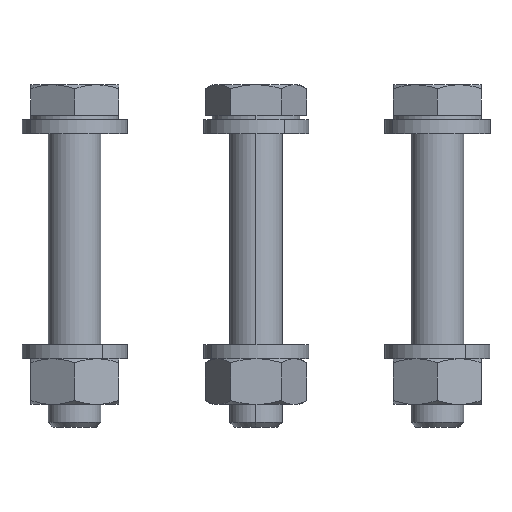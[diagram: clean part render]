
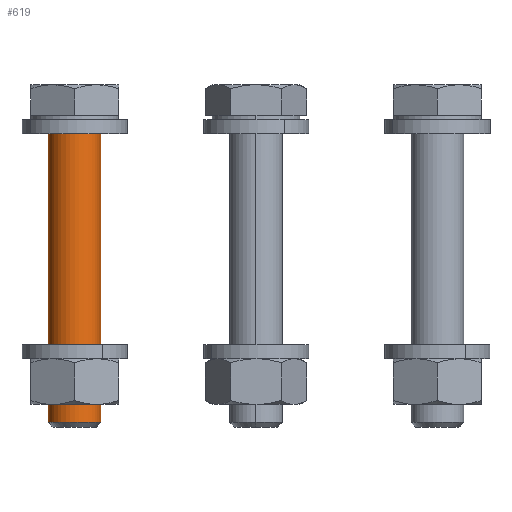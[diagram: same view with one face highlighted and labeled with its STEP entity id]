
A CAD part, front view. The second image highlights one B-rep face of the part: STEP entity #619.
In plain terms, the highlighted cylindrical face has radius 3 mm (diameter 6 mm), a partial arc.
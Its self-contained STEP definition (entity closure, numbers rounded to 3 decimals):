
#108 = CARTESIAN_POINT ( 'NONE',  ( -17.65, 0., 17.6 ) ) ;
#137 = AXIS2_PLACEMENT_3D ( 'NONE', #2652, #9153, #3576 ) ;
#267 = FACE_OUTER_BOUND ( 'NONE', #9068, .T. ) ;
#455 = VERTEX_POINT ( 'NONE', #10707 ) ;
#568 = LINE ( 'NONE', #9180, #5255 ) ;
#576 = EDGE_CURVE ( 'NONE', #8307, #455, #568, .T. ) ;
#619 = ADVANCED_FACE ( 'NONE', ( #267 ), #3197, .T. ) ;
#866 = CARTESIAN_POINT ( 'NONE',  ( -20.65, 0., 17.6 ) ) ;
#1068 = CARTESIAN_POINT ( 'NONE',  ( -17.65, 0., -20.846 ) ) ;
#1596 = CARTESIAN_POINT ( 'NONE',  ( -20.65, 0., -20.846 ) ) ;
#1734 = DIRECTION ( 'NONE',  ( 0., 0., 1. ) ) ;
#1819 = DIRECTION ( 'NONE',  ( 0., 0., 1. ) ) ;
#1969 = CARTESIAN_POINT ( 'NONE',  ( -17.65, 0., 13.35 ) ) ;
#1975 = DIRECTION ( 'NONE',  ( 0., 0., 1. ) ) ;
#2544 = DIRECTION ( 'NONE',  ( 1., 0., 0. ) ) ;
#2652 = CARTESIAN_POINT ( 'NONE',  ( -20.65, 0., 13.35 ) ) ;
#3197 = CYLINDRICAL_SURFACE ( 'NONE', #11156, 3. ) ;
#3576 = DIRECTION ( 'NONE',  ( -1., 0., 0. ) ) ;
#3615 = EDGE_CURVE ( 'NONE', #8307, #10214, #8897, .T. ) ;
#5233 = LINE ( 'NONE', #108, #10158 ) ;
#5255 = VECTOR ( 'NONE', #1734, 1000. ) ;
#6725 = VERTEX_POINT ( 'NONE', #1969 ) ;
#6727 = AXIS2_PLACEMENT_3D ( 'NONE', #1596, #8103, #2544 ) ;
#8061 = ORIENTED_EDGE ( 'NONE', *, *, #8931, .T. ) ;
#8103 = DIRECTION ( 'NONE',  ( 0., 0., 1. ) ) ;
#8160 = CARTESIAN_POINT ( 'NONE',  ( -23.65, 0., -20.846 ) ) ;
#8307 = VERTEX_POINT ( 'NONE', #8160 ) ;
#8897 = CIRCLE ( 'NONE', #6727, 3. ) ;
#8931 = EDGE_CURVE ( 'NONE', #6725, #455, #11607, .T. ) ;
#9068 = EDGE_LOOP ( 'NONE', ( #11536, #11736, #10591, #8061 ) ) ;
#9153 = DIRECTION ( 'NONE',  ( 0., 0., -1. ) ) ;
#9180 = CARTESIAN_POINT ( 'NONE',  ( -23.65, 0., 17.6 ) ) ;
#10158 = VECTOR ( 'NONE', #1975, 1000. ) ;
#10214 = VERTEX_POINT ( 'NONE', #1068 ) ;
#10218 = EDGE_CURVE ( 'NONE', #10214, #6725, #5233, .T. ) ;
#10591 = ORIENTED_EDGE ( 'NONE', *, *, #10218, .T. ) ;
#10707 = CARTESIAN_POINT ( 'NONE',  ( -23.65, 0., 13.35 ) ) ;
#11156 = AXIS2_PLACEMENT_3D ( 'NONE', #866, #1819, #12053 ) ;
#11536 = ORIENTED_EDGE ( 'NONE', *, *, #576, .F. ) ;
#11607 = CIRCLE ( 'NONE', #137, 3. ) ;
#11736 = ORIENTED_EDGE ( 'NONE', *, *, #3615, .T. ) ;
#12053 = DIRECTION ( 'NONE',  ( 1., 0., 0. ) ) ;
